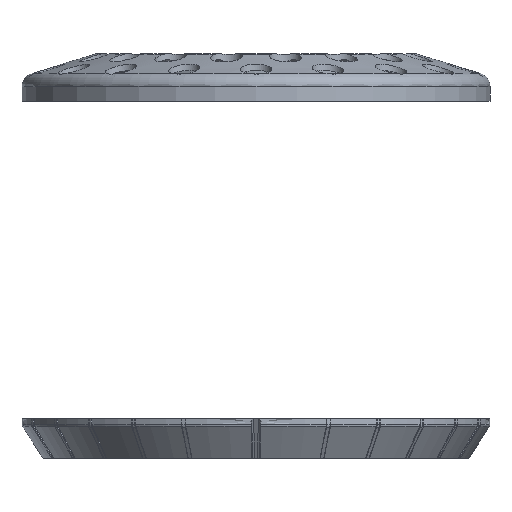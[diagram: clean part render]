
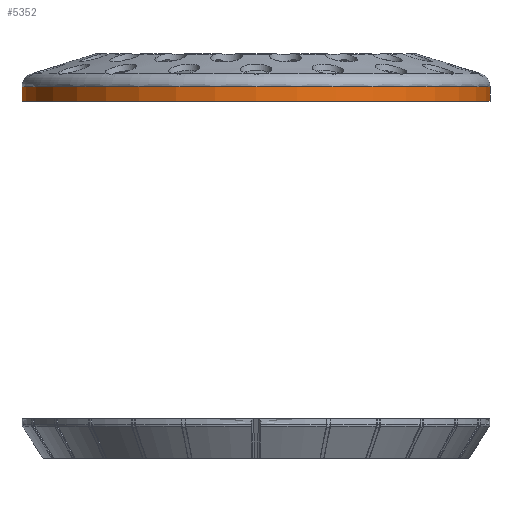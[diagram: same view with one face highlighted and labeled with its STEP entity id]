
A CAD part, front view. The second image highlights one B-rep face of the part: STEP entity #5352.
In plain terms, the highlighted cylindrical face has radius 590 mm (diameter 1180 mm), a full revolution.
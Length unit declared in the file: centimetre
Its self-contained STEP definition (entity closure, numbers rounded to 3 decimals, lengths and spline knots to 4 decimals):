
#231=CIRCLE('',#6449,59.);
#252=CIRCLE('',#6470,59.);
#302=CIRCLE('',#6559,59.);
#590=FACE_OUTER_BOUND('',#873,.T.);
#873=EDGE_LOOP('',(#3868,#3869,#3870,#3871,#3872));
#1550=VERTEX_POINT('',#10917);
#1551=VERTEX_POINT('',#10918);
#1673=VERTEX_POINT('',#14215);
#2261=EDGE_CURVE('',#1550,#1551,#231,.T.);
#2294=EDGE_CURVE('',#1551,#1550,#252,.T.);
#2485=EDGE_CURVE('',#1673,#1673,#302,.T.);
#2486=EDGE_CURVE('',#1673,#1551,#5627,.T.);
#3868=ORIENTED_EDGE('',*,*,#2485,.F.);
#3869=ORIENTED_EDGE('',*,*,#2486,.T.);
#3870=ORIENTED_EDGE('',*,*,#2294,.T.);
#3871=ORIENTED_EDGE('',*,*,#2261,.T.);
#3872=ORIENTED_EDGE('',*,*,#2486,.F.);
#5244=CYLINDRICAL_SURFACE('',#6558,59.);
#5352=ADVANCED_FACE('',(#590),#5244,.T.);
#5627=LINE('',#14217,#6032);
#6032=VECTOR('',#7335,59.);
#6449=AXIS2_PLACEMENT_3D('',#10919,#7089,#7090);
#6470=AXIS2_PLACEMENT_3D('',#11051,#7131,#7132);
#6558=AXIS2_PLACEMENT_3D('',#14214,#7331,#7332);
#6559=AXIS2_PLACEMENT_3D('',#14216,#7333,#7334);
#7089=DIRECTION('center_axis',(0.,0.,-1.));
#7090=DIRECTION('ref_axis',(-1.,0.,0.));
#7131=DIRECTION('center_axis',(0.,0.,-1.));
#7132=DIRECTION('ref_axis',(-1.,0.,0.));
#7331=DIRECTION('center_axis',(0.,0.,-1.));
#7332=DIRECTION('ref_axis',(-1.,0.,0.));
#7333=DIRECTION('center_axis',(0.,0.,-1.));
#7334=DIRECTION('ref_axis',(-1.,0.,0.));
#7335=DIRECTION('',(0.,0.,1.));
#10917=CARTESIAN_POINT('',(0.,-59.,93.7109));
#10918=CARTESIAN_POINT('',(59.,0.,93.7109));
#10919=CARTESIAN_POINT('Origin',(0.,0.,
93.7109));
#11051=CARTESIAN_POINT('Origin',(0.,0.,
93.7109));
#14214=CARTESIAN_POINT('Origin',(0.,0.,
91.8554));
#14215=CARTESIAN_POINT('',(59.,0.,90.));
#14216=CARTESIAN_POINT('Origin',(0.,0.,
90.));
#14217=CARTESIAN_POINT('',(59.,0.,91.8554));
